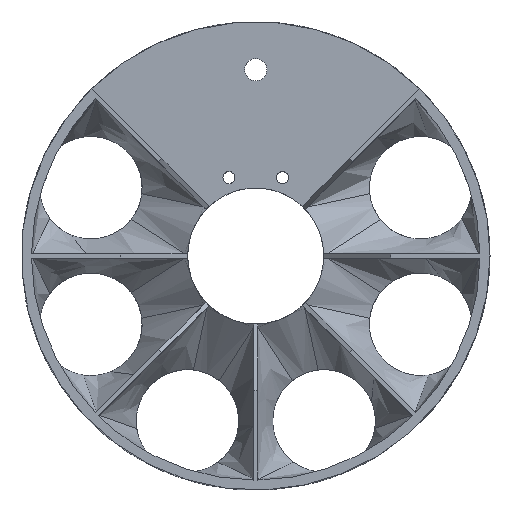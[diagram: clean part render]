
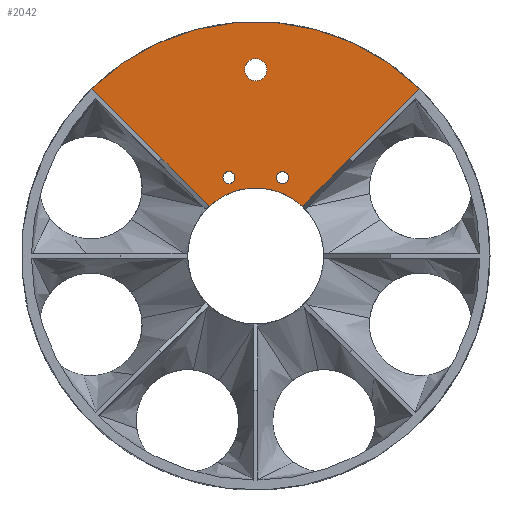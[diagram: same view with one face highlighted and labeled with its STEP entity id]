
A CAD part, top view. The second image highlights one B-rep face of the part: STEP entity #2042.
In plain terms, the highlighted planar face has unit normal (0, 0, 1).
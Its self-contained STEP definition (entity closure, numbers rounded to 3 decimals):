
#578 = VERTEX_POINT('',#579);
#579 = CARTESIAN_POINT('',(73.536,74.95,30.));
#585 = EDGE_CURVE('',#586,#578,#588,.T.);
#586 = VERTEX_POINT('',#587);
#587 = CARTESIAN_POINT('',(-73.536,74.95,30.));
#588 = CIRCLE('',#589,105.);
#589 = AXIS2_PLACEMENT_3D('',#590,#591,#592);
#590 = CARTESIAN_POINT('',(0.,0.,30.));
#591 = DIRECTION('',(0.,0.,-1.));
#592 = DIRECTION('',(1.,0.,0.));
#1018 = VERTEX_POINT('',#1019);
#1019 = CARTESIAN_POINT('',(20.848,22.262,30.));
#1025 = EDGE_CURVE('',#1026,#1018,#1028,.T.);
#1026 = VERTEX_POINT('',#1027);
#1027 = CARTESIAN_POINT('',(-20.848,22.262,30.));
#1028 = CIRCLE('',#1029,30.5);
#1029 = AXIS2_PLACEMENT_3D('',#1030,#1031,#1032);
#1030 = CARTESIAN_POINT('',(0.,0.,30.));
#1031 = DIRECTION('',(0.,0.,-1.));
#1032 = DIRECTION('',(1.,0.,0.));
#2042 = ADVANCED_FACE('',(#2043,#2059,#2070,#2081),#2092,.T.);
#2043 = FACE_BOUND('',#2044,.T.);
#2044 = EDGE_LOOP('',(#2045,#2051,#2052,#2058));
#2045 = ORIENTED_EDGE('',*,*,#2046,.F.);
#2046 = EDGE_CURVE('',#578,#1018,#2047,.T.);
#2047 = LINE('',#2048,#2049);
#2048 = CARTESIAN_POINT('',(187.959,189.373,30.));
#2049 = VECTOR('',#2050,1.);
#2050 = DIRECTION('',(-0.707,-0.707,0.));
#2051 = ORIENTED_EDGE('',*,*,#585,.F.);
#2052 = ORIENTED_EDGE('',*,*,#2053,.F.);
#2053 = EDGE_CURVE('',#1026,#586,#2054,.T.);
#2054 = LINE('',#2055,#2056);
#2055 = CARTESIAN_POINT('',(-9.788,11.202,30.));
#2056 = VECTOR('',#2057,1.);
#2057 = DIRECTION('',(-0.707,0.707,0.));
#2058 = ORIENTED_EDGE('',*,*,#1025,.T.);
#2059 = FACE_BOUND('',#2060,.T.);
#2060 = EDGE_LOOP('',(#2061));
#2061 = ORIENTED_EDGE('',*,*,#2062,.F.);
#2062 = EDGE_CURVE('',#2063,#2063,#2065,.T.);
#2063 = VERTEX_POINT('',#2064);
#2064 = CARTESIAN_POINT('',(-9.3,35.1,30.));
#2065 = CIRCLE('',#2066,2.7);
#2066 = AXIS2_PLACEMENT_3D('',#2067,#2068,#2069);
#2067 = CARTESIAN_POINT('',(-12.,35.1,30.));
#2068 = DIRECTION('',(0.,0.,1.));
#2069 = DIRECTION('',(1.,0.,0.));
#2070 = FACE_BOUND('',#2071,.T.);
#2071 = EDGE_LOOP('',(#2072));
#2072 = ORIENTED_EDGE('',*,*,#2073,.F.);
#2073 = EDGE_CURVE('',#2074,#2074,#2076,.T.);
#2074 = VERTEX_POINT('',#2075);
#2075 = CARTESIAN_POINT('',(14.7,35.1,30.));
#2076 = CIRCLE('',#2077,2.7);
#2077 = AXIS2_PLACEMENT_3D('',#2078,#2079,#2080);
#2078 = CARTESIAN_POINT('',(12.,35.1,30.));
#2079 = DIRECTION('',(0.,0.,1.));
#2080 = DIRECTION('',(1.,0.,0.));
#2081 = FACE_BOUND('',#2082,.T.);
#2082 = EDGE_LOOP('',(#2083));
#2083 = ORIENTED_EDGE('',*,*,#2084,.F.);
#2084 = EDGE_CURVE('',#2085,#2085,#2087,.T.);
#2085 = VERTEX_POINT('',#2086);
#2086 = CARTESIAN_POINT('',(5.,83.5,30.));
#2087 = CIRCLE('',#2088,5.);
#2088 = AXIS2_PLACEMENT_3D('',#2089,#2090,#2091);
#2089 = CARTESIAN_POINT('',(0.,83.5,30.));
#2090 = DIRECTION('',(0.,0.,1.));
#2091 = DIRECTION('',(1.,0.,0.));
#2092 = PLANE('',#2093);
#2093 = AXIS2_PLACEMENT_3D('',#2094,#2095,#2096);
#2094 = CARTESIAN_POINT('',(39.327,115.891,30.));
#2095 = DIRECTION('',(0.,0.,1.));
#2096 = DIRECTION('',(1.,0.,0.));
